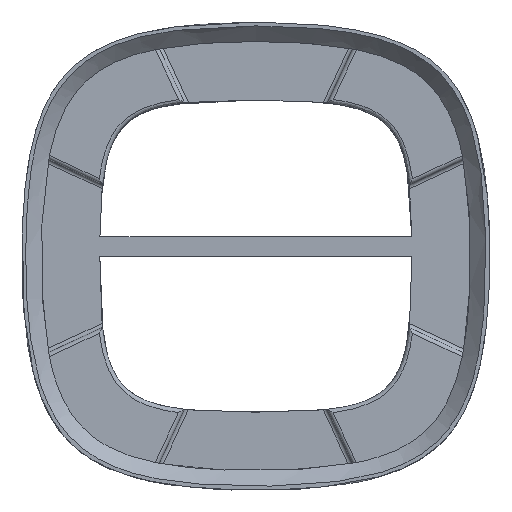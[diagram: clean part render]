
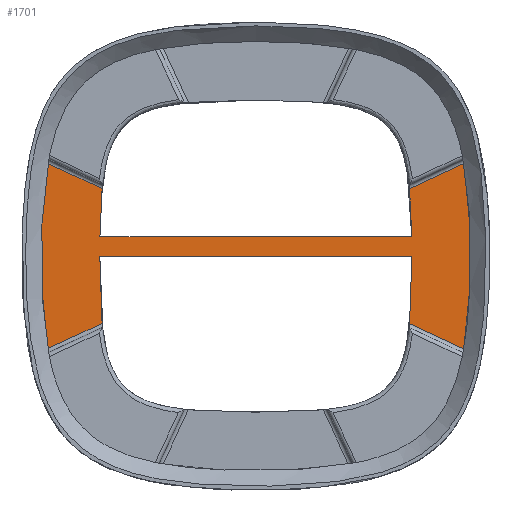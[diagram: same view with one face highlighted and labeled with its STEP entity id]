
A CAD part, top view. The second image highlights one B-rep face of the part: STEP entity #1701.
In plain terms, the highlighted planar face has unit normal (0, 0, 1).
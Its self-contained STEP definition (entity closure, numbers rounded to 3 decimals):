
#48=PLANE('',#1796);
#122=FACE_OUTER_BOUND('',#218,.T.);
#218=EDGE_LOOP('',(#1175,#1176,#1177,#1178,#1179,#1180,#1181,#1182,#1183,
#1184,#1185,#1186));
#316=LINE('',#2351,#460);
#328=LINE('',#2593,#472);
#331=LINE('',#2815,#475);
#332=LINE('',#2826,#476);
#333=LINE('',#2836,#477);
#334=LINE('',#2847,#478);
#460=VECTOR('',#1880,10.);
#472=VECTOR('',#1900,10.);
#475=VECTOR('',#1905,10.);
#476=VECTOR('',#1906,10.);
#477=VECTOR('',#1907,10.);
#478=VECTOR('',#1908,10.);
#605=(
BOUNDED_CURVE()
B_SPLINE_CURVE(5,(#2685,#2686,#2687,#2688,#2689,#2690,#2691,#2692,#2693,
#2694,#2695),.UNSPECIFIED.,.F.,.F.)
B_SPLINE_CURVE_WITH_KNOTS((6,1,1,1,1,1,6),(0.692,0.7,0.725,
0.75,0.775,0.8,0.807),.UNSPECIFIED.)
CURVE()
GEOMETRIC_REPRESENTATION_ITEM()
RATIONAL_B_SPLINE_CURVE((1.,1.,1.,1.,1.,1.,1.,1.,1.,1.,1.))
REPRESENTATION_ITEM('')
);
#606=(
BOUNDED_CURVE()
B_SPLINE_CURVE(5,(#2803,#2804,#2805,#2806,#2807,#2808,#2809,#2810,#2811,
#2812,#2813),.UNSPECIFIED.,.F.,.F.)
B_SPLINE_CURVE_WITH_KNOTS((6,1,1,1,1,1,6),(0.192,0.2,0.225,
0.25,0.275,0.3,0.307),.UNSPECIFIED.)
CURVE()
GEOMETRIC_REPRESENTATION_ITEM()
RATIONAL_B_SPLINE_CURVE((1.,1.,1.,1.,1.,1.,1.,1.,1.,1.,1.))
REPRESENTATION_ITEM('')
);
#607=(
BOUNDED_CURVE()
B_SPLINE_CURVE(5,(#2817,#2818,#2819,#2820,#2821,#2822,#2823,#2824),
 .UNSPECIFIED.,.F.,.F.)
B_SPLINE_CURVE_WITH_KNOTS((6,1,1,6),(-0.303,-0.3,-0.275,-0.25),
 .UNSPECIFIED.)
CURVE()
GEOMETRIC_REPRESENTATION_ITEM()
RATIONAL_B_SPLINE_CURVE((1.,1.,1.,1.,1.,1.,1.,1.))
REPRESENTATION_ITEM('')
);
#608=(
BOUNDED_CURVE()
B_SPLINE_CURVE(5,(#2828,#2829,#2830,#2831,#2832,#2833,#2834,#2835),
 .UNSPECIFIED.,.F.,.F.)
B_SPLINE_CURVE_WITH_KNOTS((6,1,1,6),(-0.75,-0.725,-0.7,-0.696),
 .UNSPECIFIED.)
CURVE()
GEOMETRIC_REPRESENTATION_ITEM()
RATIONAL_B_SPLINE_CURVE((1.,1.,1.,1.,1.,1.,1.,1.))
REPRESENTATION_ITEM('')
);
#609=(
BOUNDED_CURVE()
B_SPLINE_CURVE(5,(#2838,#2839,#2840,#2841,#2842,#2843,#2844,#2845),
 .UNSPECIFIED.,.F.,.F.)
B_SPLINE_CURVE_WITH_KNOTS((6,1,1,6),(-0.803,-0.8,-0.775,-0.765),
 .UNSPECIFIED.)
CURVE()
GEOMETRIC_REPRESENTATION_ITEM()
RATIONAL_B_SPLINE_CURVE((1.,1.,1.,1.,1.,1.,1.,1.))
REPRESENTATION_ITEM('')
);
#610=(
BOUNDED_CURVE()
B_SPLINE_CURVE(5,(#2848,#2849,#2850,#2851,#2852,#2853,#2854,#2855),
 .UNSPECIFIED.,.F.,.F.)
B_SPLINE_CURVE_WITH_KNOTS((6,1,1,6),(-0.235,-0.225,-0.2,-0.196),
 .UNSPECIFIED.)
CURVE()
GEOMETRIC_REPRESENTATION_ITEM()
RATIONAL_B_SPLINE_CURVE((1.,1.,1.,1.,1.,1.,1.,1.))
REPRESENTATION_ITEM('')
);
#708=VERTEX_POINT('',#2290);
#711=VERTEX_POINT('',#2321);
#723=VERTEX_POINT('',#2530);
#725=VERTEX_POINT('',#2561);
#726=VERTEX_POINT('',#2684);
#732=VERTEX_POINT('',#2802);
#733=VERTEX_POINT('',#2814);
#734=VERTEX_POINT('',#2816);
#735=VERTEX_POINT('',#2825);
#736=VERTEX_POINT('',#2827);
#737=VERTEX_POINT('',#2837);
#738=VERTEX_POINT('',#2846);
#880=EDGE_CURVE('',#711,#708,#316,.T.);
#897=EDGE_CURVE('',#725,#723,#328,.T.);
#898=EDGE_CURVE('',#726,#723,#605,.T.);
#905=EDGE_CURVE('',#711,#732,#606,.T.);
#906=EDGE_CURVE('',#733,#732,#331,.T.);
#907=EDGE_CURVE('',#733,#734,#607,.T.);
#908=EDGE_CURVE('',#735,#734,#332,.T.);
#909=EDGE_CURVE('',#735,#736,#608,.T.);
#910=EDGE_CURVE('',#726,#736,#333,.T.);
#911=EDGE_CURVE('',#725,#737,#609,.T.);
#912=EDGE_CURVE('',#738,#737,#334,.T.);
#913=EDGE_CURVE('',#738,#708,#610,.T.);
#1175=ORIENTED_EDGE('',*,*,#880,.F.);
#1176=ORIENTED_EDGE('',*,*,#905,.T.);
#1177=ORIENTED_EDGE('',*,*,#906,.F.);
#1178=ORIENTED_EDGE('',*,*,#907,.T.);
#1179=ORIENTED_EDGE('',*,*,#908,.F.);
#1180=ORIENTED_EDGE('',*,*,#909,.T.);
#1181=ORIENTED_EDGE('',*,*,#910,.F.);
#1182=ORIENTED_EDGE('',*,*,#898,.T.);
#1183=ORIENTED_EDGE('',*,*,#897,.F.);
#1184=ORIENTED_EDGE('',*,*,#911,.T.);
#1185=ORIENTED_EDGE('',*,*,#912,.F.);
#1186=ORIENTED_EDGE('',*,*,#913,.T.);
#1701=ADVANCED_FACE('',(#122),#48,.T.);
#1796=AXIS2_PLACEMENT_3D('',#2801,#1903,#1904);
#1880=DIRECTION('',(0.906,-0.423,0.));
#1900=DIRECTION('',(0.907,0.422,0.));
#1903=DIRECTION('center_axis',(0.,0.,1.));
#1904=DIRECTION('ref_axis',(1.,0.,0.));
#1905=DIRECTION('',(-0.907,-0.422,0.));
#1906=DIRECTION('',(-1.,0.,0.));
#1907=DIRECTION('',(-0.906,0.423,0.));
#1908=DIRECTION('',(1.,0.,0.));
#2290=CARTESIAN_POINT('',(-39.412,17.294,0.));
#2321=CARTESIAN_POINT('',(-53.318,23.785,0.));
#2351=CARTESIAN_POINT('',(-26.974,11.488,0.));
#2530=CARTESIAN_POINT('',(53.328,23.729,0.));
#2561=CARTESIAN_POINT('',(39.416,17.251,0.));
#2593=CARTESIAN_POINT('',(20.061,8.238,0.));
#2684=CARTESIAN_POINT('',(53.318,-23.785,0.));
#2685=CARTESIAN_POINT('Ctrl Pts',(53.318,-23.785,0.));
#2686=CARTESIAN_POINT('Ctrl Pts',(53.418,-23.214,0.));
#2687=CARTESIAN_POINT('Ctrl Pts',(53.827,-20.731,0.));
#2688=CARTESIAN_POINT('Ctrl Pts',(54.404,-16.181,0.));
#2689=CARTESIAN_POINT('Ctrl Pts',(54.912,-9.316,0.));
#2690=CARTESIAN_POINT('Ctrl Pts',(55.128,0.,
0.));
#2691=CARTESIAN_POINT('Ctrl Pts',(54.912,9.303,0.));
#2692=CARTESIAN_POINT('Ctrl Pts',(54.406,16.157,0.));
#2693=CARTESIAN_POINT('Ctrl Pts',(53.831,20.696,0.));
#2694=CARTESIAN_POINT('Ctrl Pts',(53.425,23.169,0.));
#2695=CARTESIAN_POINT('Ctrl Pts',(53.328,23.729,0.));
#2801=CARTESIAN_POINT('Origin',(0.,-0.079,0.));
#2802=CARTESIAN_POINT('',(-53.328,-23.729,0.));
#2803=CARTESIAN_POINT('Ctrl Pts',(-53.318,23.785,0.));
#2804=CARTESIAN_POINT('Ctrl Pts',(-53.418,23.214,0.));
#2805=CARTESIAN_POINT('Ctrl Pts',(-53.827,20.731,0.));
#2806=CARTESIAN_POINT('Ctrl Pts',(-54.404,16.181,0.));
#2807=CARTESIAN_POINT('Ctrl Pts',(-54.912,9.316,0.));
#2808=CARTESIAN_POINT('Ctrl Pts',(-55.128,0.,
0.));
#2809=CARTESIAN_POINT('Ctrl Pts',(-54.912,-9.303,0.));
#2810=CARTESIAN_POINT('Ctrl Pts',(-54.406,-16.157,0.));
#2811=CARTESIAN_POINT('Ctrl Pts',(-53.831,-20.696,0.));
#2812=CARTESIAN_POINT('Ctrl Pts',(-53.425,-23.169,0.));
#2813=CARTESIAN_POINT('Ctrl Pts',(-53.328,-23.729,0.));
#2814=CARTESIAN_POINT('',(-39.416,-17.251,0.));
#2815=CARTESIAN_POINT('',(-20.091,-8.252,0.));
#2816=CARTESIAN_POINT('',(-40.,0.,0.));
#2817=CARTESIAN_POINT('Ctrl Pts',(-39.416,-17.251,0.));
#2818=CARTESIAN_POINT('Ctrl Pts',(-39.435,-17.052,0.));
#2819=CARTESIAN_POINT('Ctrl Pts',(-39.591,-15.364,0.));
#2820=CARTESIAN_POINT('Ctrl Pts',(-39.812,-12.08,0.));
#2821=CARTESIAN_POINT('Ctrl Pts',(-39.927,-8.621,0.));
#2822=CARTESIAN_POINT('Ctrl Pts',(-39.983,-5.057,0.));
#2823=CARTESIAN_POINT('Ctrl Pts',(-40.,-1.686,0.));
#2824=CARTESIAN_POINT('Ctrl Pts',(-40.,0.,0.));
#2825=CARTESIAN_POINT('',(40.,0.,0.));
#2826=CARTESIAN_POINT('',(0.,0.,0.));
#2827=CARTESIAN_POINT('',(39.412,-17.294,0.));
#2828=CARTESIAN_POINT('Ctrl Pts',(40.,0.,0.));
#2829=CARTESIAN_POINT('Ctrl Pts',(40.,-1.686,0.));
#2830=CARTESIAN_POINT('Ctrl Pts',(39.983,-5.057,0.));
#2831=CARTESIAN_POINT('Ctrl Pts',(39.927,-8.631,0.));
#2832=CARTESIAN_POINT('Ctrl Pts',(39.812,-12.099,0.));
#2833=CARTESIAN_POINT('Ctrl Pts',(39.589,-15.391,0.));
#2834=CARTESIAN_POINT('Ctrl Pts',(39.432,-17.086,0.));
#2835=CARTESIAN_POINT('Ctrl Pts',(39.412,-17.294,0.));
#2836=CARTESIAN_POINT('',(27.005,-11.502,0.));
#2837=CARTESIAN_POINT('',(39.968,5.,0.));
#2838=CARTESIAN_POINT('Ctrl Pts',(39.416,17.251,0.));
#2839=CARTESIAN_POINT('Ctrl Pts',(39.435,17.052,0.));
#2840=CARTESIAN_POINT('Ctrl Pts',(39.591,15.364,0.));
#2841=CARTESIAN_POINT('Ctrl Pts',(39.751,12.996,0.));
#2842=CARTESIAN_POINT('Ctrl Pts',(39.855,10.537,0.));
#2843=CARTESIAN_POINT('Ctrl Pts',(39.921,8.012,0.));
#2844=CARTESIAN_POINT('Ctrl Pts',(39.959,5.676,0.));
#2845=CARTESIAN_POINT('Ctrl Pts',(39.968,5.,0.));
#2846=CARTESIAN_POINT('',(-39.968,5.,0.));
#2847=CARTESIAN_POINT('',(-55.,5.,0.));
#2848=CARTESIAN_POINT('Ctrl Pts',(-39.968,5.,0.));
#2849=CARTESIAN_POINT('Ctrl Pts',(-39.959,5.676,0.));
#2850=CARTESIAN_POINT('Ctrl Pts',(-39.921,8.012,0.));
#2851=CARTESIAN_POINT('Ctrl Pts',(-39.855,10.546,0.));
#2852=CARTESIAN_POINT('Ctrl Pts',(-39.75,13.014,0.));
#2853=CARTESIAN_POINT('Ctrl Pts',(-39.589,15.391,0.));
#2854=CARTESIAN_POINT('Ctrl Pts',(-39.432,17.086,0.));
#2855=CARTESIAN_POINT('Ctrl Pts',(-39.412,17.294,0.));
